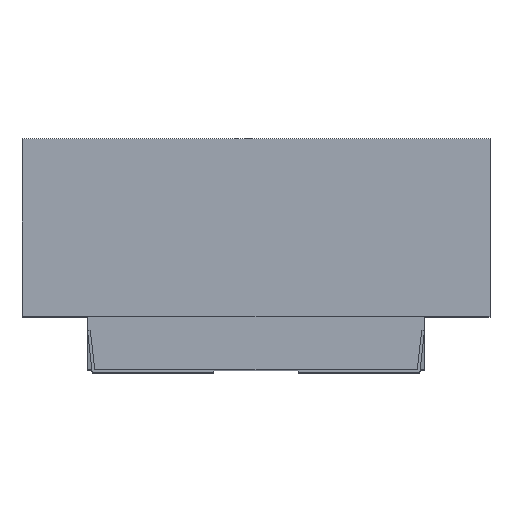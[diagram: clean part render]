
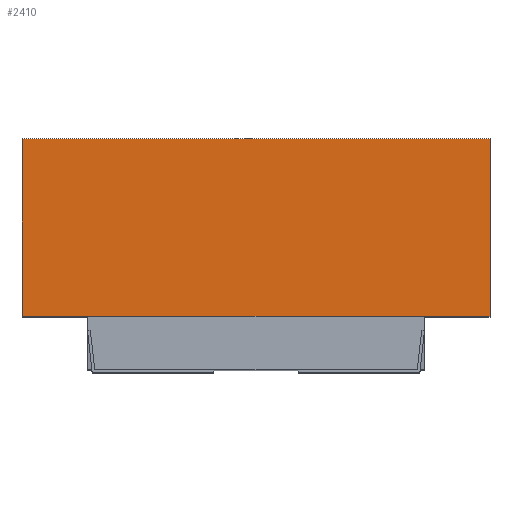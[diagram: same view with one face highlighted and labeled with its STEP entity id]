
A CAD part, top view. The second image highlights one B-rep face of the part: STEP entity #2410.
In plain terms, the highlighted planar face has unit normal (0, 0, 1).
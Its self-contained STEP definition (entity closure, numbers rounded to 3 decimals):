
#50 = ORIENTED_EDGE ( 'NONE', *, *, #903, .T. ) ;
#154 = VERTEX_POINT ( 'NONE', #2174 ) ;
#167 = CARTESIAN_POINT ( 'NONE',  ( 2.5, 2.5, 2.45 ) ) ;
#209 = VECTOR ( 'NONE', #690, 1000. ) ;
#261 = CARTESIAN_POINT ( 'NONE',  ( 2.5, 0.6, 2.45 ) ) ;
#300 = DIRECTION ( 'NONE',  ( 0., -1., 0. ) ) ;
#378 = ORIENTED_EDGE ( 'NONE', *, *, #1147, .F. ) ;
#380 = LINE ( 'NONE', #443, #2570 ) ;
#419 = CARTESIAN_POINT ( 'NONE',  ( 2.5, 0.6, 2.45 ) ) ;
#443 = CARTESIAN_POINT ( 'NONE',  ( 2.5, 0.6, 2.45 ) ) ;
#453 = EDGE_LOOP ( 'NONE', ( #378, #870, #1199, #50, #1917, #1884 ) ) ;
#467 = VERTEX_POINT ( 'NONE', #2049 ) ;
#479 = EDGE_CURVE ( 'NONE', #2068, #758, #1102, .T. ) ;
#536 = CARTESIAN_POINT ( 'NONE',  ( 2.5, 12.001, 2.45 ) ) ;
#552 = DIRECTION ( 'NONE',  ( -1., 0., 0. ) ) ;
#566 = VECTOR ( 'NONE', #902, 1000. ) ;
#569 = VERTEX_POINT ( 'NONE', #2341 ) ;
#616 = VERTEX_POINT ( 'NONE', #2542 ) ;
#621 = CARTESIAN_POINT ( 'NONE',  ( 2.5, 0.6, 2.45 ) ) ;
#640 = DIRECTION ( 'NONE',  ( 1., 0., 0. ) ) ;
#677 = VECTOR ( 'NONE', #640, 1000. ) ;
#690 = DIRECTION ( 'NONE',  ( 0., -1., 0. ) ) ;
#758 = VERTEX_POINT ( 'NONE', #621 ) ;
#798 = LINE ( 'NONE', #1536, #1648 ) ;
#870 = ORIENTED_EDGE ( 'NONE', *, *, #1819, .T. ) ;
#902 = DIRECTION ( 'NONE',  ( 1., 0., 0. ) ) ;
#903 = EDGE_CURVE ( 'NONE', #616, #154, #380, .T. ) ;
#965 = DIRECTION ( 'NONE',  ( 0., 0., -1. ) ) ;
#1023 = EDGE_CURVE ( 'NONE', #467, #616, #1916, .T. ) ;
#1102 = LINE ( 'NONE', #419, #677 ) ;
#1147 = EDGE_CURVE ( 'NONE', #569, #758, #798, .T. ) ;
#1199 = ORIENTED_EDGE ( 'NONE', *, *, #1023, .T. ) ;
#1240 = LINE ( 'NONE', #261, #566 ) ;
#1255 = DIRECTION ( 'NONE',  ( 1., 0., 0. ) ) ;
#1282 = CARTESIAN_POINT ( 'NONE',  ( -2.5, 12.001, 2.45 ) ) ;
#1536 = CARTESIAN_POINT ( 'NONE',  ( 2.5, 12.001, 2.45 ) ) ;
#1648 = VECTOR ( 'NONE', #300, 1000. ) ;
#1652 = VECTOR ( 'NONE', #1881, 1000. ) ;
#1730 = CARTESIAN_POINT ( 'NONE',  ( 1.8, 0.6, 2.45 ) ) ;
#1819 = EDGE_CURVE ( 'NONE', #569, #467, #2204, .T. ) ;
#1846 = FACE_OUTER_BOUND ( 'NONE', #453, .T. ) ;
#1863 = AXIS2_PLACEMENT_3D ( 'NONE', #536, #965, #552 ) ;
#1881 = DIRECTION ( 'NONE',  ( -1., 0., 0. ) ) ;
#1884 = ORIENTED_EDGE ( 'NONE', *, *, #479, .T. ) ;
#1916 = LINE ( 'NONE', #1282, #209 ) ;
#1917 = ORIENTED_EDGE ( 'NONE', *, *, #2078, .T. ) ;
#1981 = PLANE ( 'NONE',  #1863 ) ;
#2049 = CARTESIAN_POINT ( 'NONE',  ( -2.5, 2.5, 2.45 ) ) ;
#2068 = VERTEX_POINT ( 'NONE', #1730 ) ;
#2078 = EDGE_CURVE ( 'NONE', #154, #2068, #1240, .T. ) ;
#2174 = CARTESIAN_POINT ( 'NONE',  ( -1.8, 0.6, 2.45 ) ) ;
#2204 = LINE ( 'NONE', #167, #1652 ) ;
#2341 = CARTESIAN_POINT ( 'NONE',  ( 2.5, 2.5, 2.45 ) ) ;
#2410 = ADVANCED_FACE ( 'NONE', ( #1846 ), #1981, .F. ) ;
#2542 = CARTESIAN_POINT ( 'NONE',  ( -2.5, 0.6, 2.45 ) ) ;
#2570 = VECTOR ( 'NONE', #1255, 1000. ) ;
